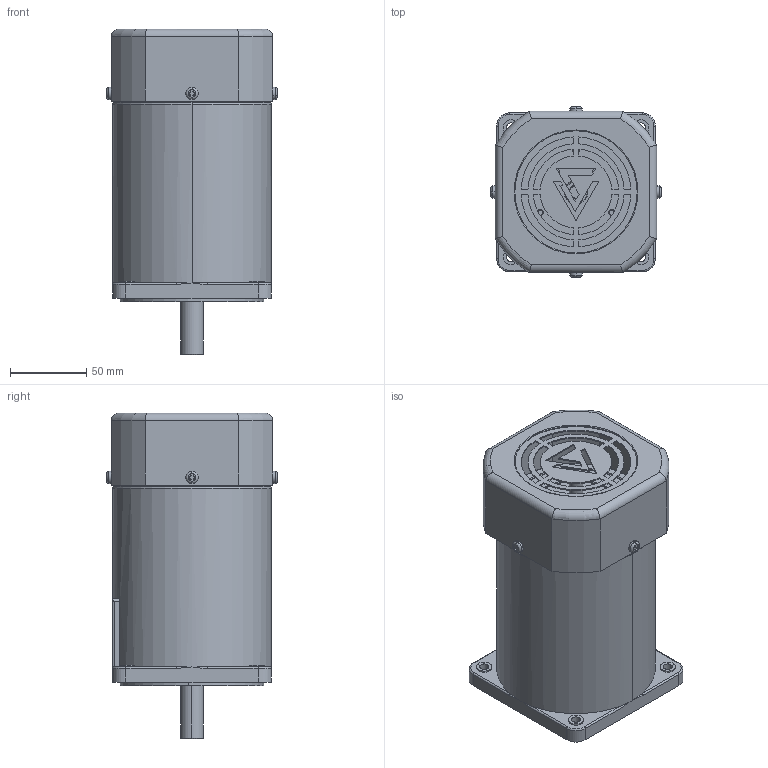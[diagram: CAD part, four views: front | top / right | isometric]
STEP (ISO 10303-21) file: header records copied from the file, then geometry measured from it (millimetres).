
FILE_DESCRIPTION (( 'STEP AP203' ), '1' );
FILE_NAME ('6IK(180-250)RA-CF.STEP', '2022-08-25T02:59:40', ( '' ), ( 'Microsoft' ), 'SwSTEP 2.0', 'SolidWorks 2020', '' );
FILE_SCHEMA (( 'CONFIG_CONTROL_DESIGN' ));
Length unit declared in the file: millimetre
Products named in the file (1): 6IK(180-250)RA-CF
Bounding box: 111.6 x 111.6 x 213 mm (x, y, z)
Surface area: 145936.7 mm2 (no closed solid volume)
Topology: 0 solids, 15 shells, 306 faces, 858 edges, 562 vertices
Faces by surface type: cylinder 124, plane 121, torus 30, cone 23, bspline 8
Entity records: 10950 total; most frequent: CARTESIAN_POINT 2909, DIRECTION 1742, ORIENTED_EDGE 1495, EDGE_CURVE 850, AXIS2_PLACEMENT_3D 645, VERTEX_POINT 562, LINE 452, VECTOR 452
